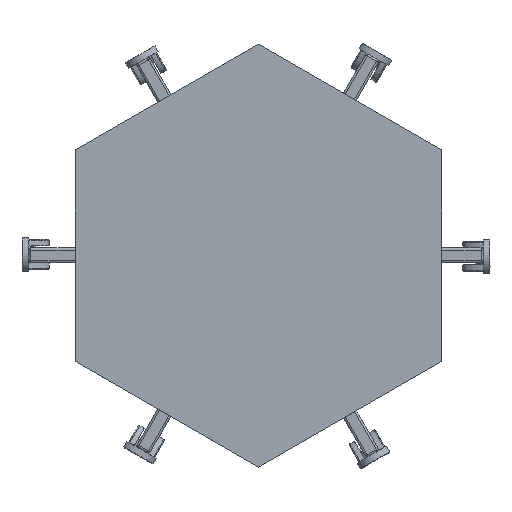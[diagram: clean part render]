
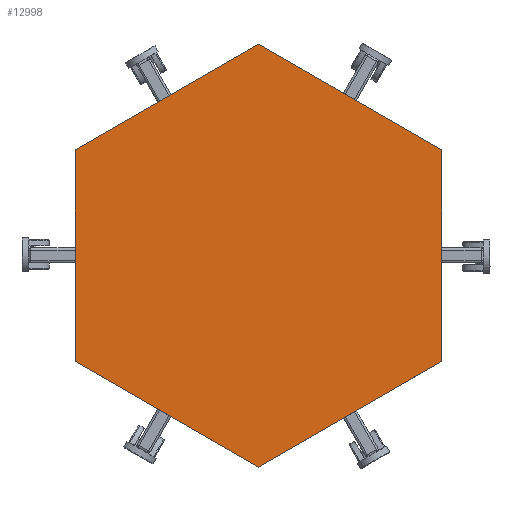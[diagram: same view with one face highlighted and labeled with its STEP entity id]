
A CAD part, top view. The second image highlights one B-rep face of the part: STEP entity #12998.
In plain terms, the highlighted planar face has unit normal (0, 0, 1).
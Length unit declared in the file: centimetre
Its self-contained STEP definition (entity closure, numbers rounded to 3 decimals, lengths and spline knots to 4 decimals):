
#1666=PLANE('',#14687);
#2447=FACE_OUTER_BOUND('',#3457,.T.);
#3457=EDGE_LOOP('',(#11908,#11909,#11910,#11911,#11912,#11913));
#4518=LINE('',#24716,#5548);
#4521=LINE('',#24721,#5551);
#4523=LINE('',#24725,#5553);
#4525=LINE('',#24729,#5555);
#4527=LINE('',#24733,#5557);
#4529=LINE('',#24736,#5559);
#5548=VECTOR('',#18538,2.);
#5551=VECTOR('',#18543,2.);
#5553=VECTOR('',#18547,2.);
#5555=VECTOR('',#18551,2.);
#5557=VECTOR('',#18555,2.);
#5559=VECTOR('',#18559,2.);
#6676=VERTEX_POINT('',#24714);
#6677=VERTEX_POINT('',#24715);
#6678=VERTEX_POINT('',#24720);
#6679=VERTEX_POINT('',#24724);
#6680=VERTEX_POINT('',#24728);
#6681=VERTEX_POINT('',#24732);
#8406=EDGE_CURVE('',#6676,#6677,#4518,.T.);
#8409=EDGE_CURVE('',#6677,#6678,#4521,.T.);
#8411=EDGE_CURVE('',#6678,#6679,#4523,.T.);
#8413=EDGE_CURVE('',#6679,#6680,#4525,.T.);
#8415=EDGE_CURVE('',#6680,#6681,#4527,.T.);
#8417=EDGE_CURVE('',#6681,#6676,#4529,.T.);
#11908=ORIENTED_EDGE('',*,*,#8417,.T.);
#11909=ORIENTED_EDGE('',*,*,#8406,.T.);
#11910=ORIENTED_EDGE('',*,*,#8409,.T.);
#11911=ORIENTED_EDGE('',*,*,#8411,.T.);
#11912=ORIENTED_EDGE('',*,*,#8413,.T.);
#11913=ORIENTED_EDGE('',*,*,#8415,.T.);
#12998=ADVANCED_FACE('',(#2447),#1666,.F.);
#14687=AXIS2_PLACEMENT_3D('',#24779,#18614,#18615);
#18538=DIRECTION('',(0.,-1.,0.));
#18543=DIRECTION('',(0.866,-0.5,0.));
#18547=DIRECTION('',(0.866,0.5,0.));
#18551=DIRECTION('',(0.,1.,0.));
#18555=DIRECTION('',(-0.866,0.5,0.));
#18559=DIRECTION('',(-0.866,-0.5,0.));
#18614=DIRECTION('center_axis',(0.,0.,-1.));
#18615=DIRECTION('ref_axis',(-1.,0.,0.));
#24714=CARTESIAN_POINT('',(-17.2573,49.8174,1.8));
#24715=CARTESIAN_POINT('',(-17.2573,39.854,1.8));
#24716=CARTESIAN_POINT('',(-17.2573,54.7992,1.8));
#24720=CARTESIAN_POINT('',(-8.6286,34.8722,1.8));
#24721=CARTESIAN_POINT('',(-17.2573,39.854,1.8));
#24724=CARTESIAN_POINT('',(0.,39.854,1.8));
#24725=CARTESIAN_POINT('',(-8.6286,34.8722,1.8));
#24728=CARTESIAN_POINT('',(0.,49.8174,1.8));
#24729=CARTESIAN_POINT('',(0.,44.8357,1.8));
#24732=CARTESIAN_POINT('',(-8.6286,54.7992,1.8));
#24733=CARTESIAN_POINT('',(0.,49.8174,1.8));
#24736=CARTESIAN_POINT('',(-8.6286,54.7992,1.8));
#24779=CARTESIAN_POINT('Origin',(-8.6286,44.8357,1.8));
